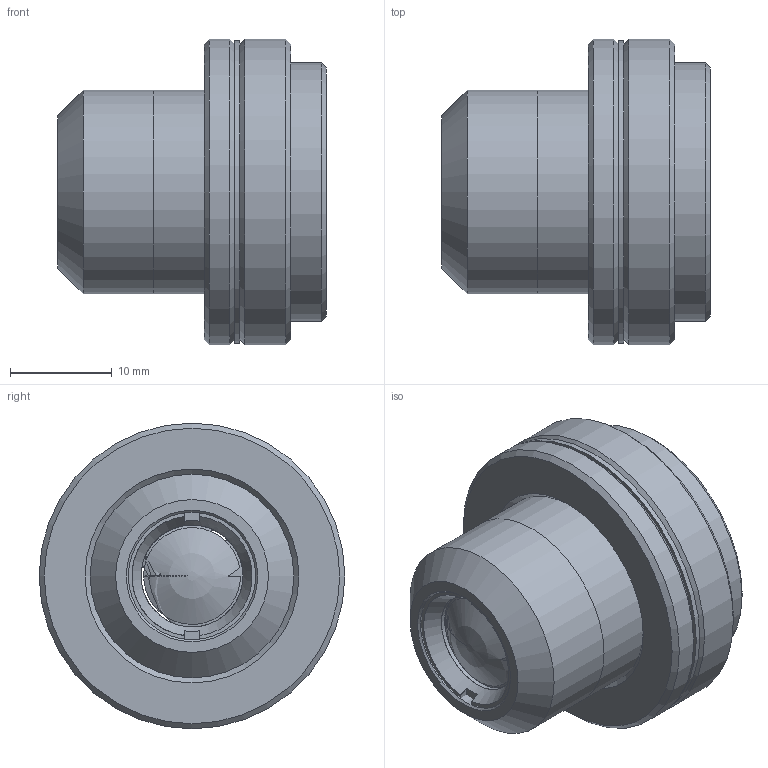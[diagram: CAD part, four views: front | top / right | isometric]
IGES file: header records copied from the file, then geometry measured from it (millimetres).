
Start section: SolidWorks IGES file using analytic representation for surfaces
Global section: file name: DP32339-A_MC3M010X.igs; native system: SolidWorks 2021; preprocessor: SolidWorks 2021; author: lrizzotto; date: 230308.125742; units: millimetre
Bounding box: 26.38 x 30 x 30 mm (x, y, z)
Surface area: 5230.9 mm2 (no closed solid volume)
Topology: 0 solids, 3 shells, 62 faces, 219 edges, 177 vertices
Faces by surface type: revolution 38, bspline 24
